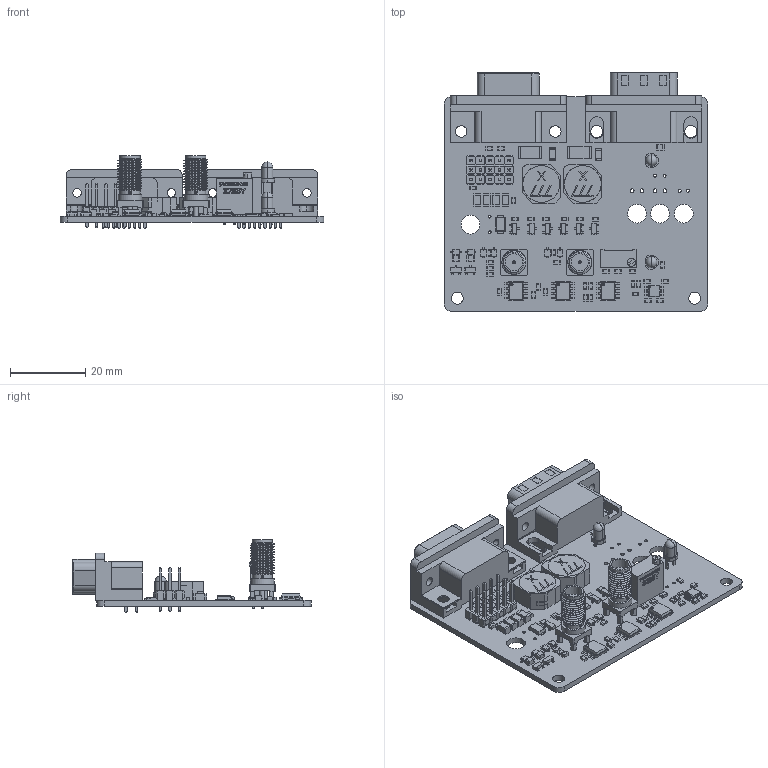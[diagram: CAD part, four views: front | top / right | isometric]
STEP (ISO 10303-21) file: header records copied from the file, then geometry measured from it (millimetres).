
FILE_DESCRIPTION(('Open CASCADE Model'),'2;1');
FILE_NAME('Open CASCADE Shape Model','2024-04-02T13:17:43',('Author'),( 'Open CASCADE'),'Open CASCADE STEP processor 7.5','Open CASCADE 7.5' ,'Unknown');
FILE_SCHEMA(('AUTOMOTIVE_DESIGN { 1 0 10303 214 1 1 1 1 }'));
Length unit declared in the file: millimetre
Products named in the file (137): PCB; Board; Open CASCADE STEP translator 7.5 1.1.1; R32; 6271439680; Extruded; 6271439840; D11; CircuitWorks-LED DIP 3MM; C15; 6269994320; 6269994560; C14; D1; 6260245760; Body; Open CASCADE STEP translator 6.8 3.1.1; lead; J2; 182-009-113; U4; 6046053568; Open CASCADE STEP translator 7.5 12.1; Open CASCADE STEP translator 7.5 12.2.1; Leader; U3; User Library-SOIC-8-1; U2; U1; T6; User Library-SOT95P240X100-3-ONSEMI_SOT-23; T5; T4; T3; T2; T1; R31; 6184661536; 6184661696; R30 ...
Assembly tree (281 placements, depth 5):
  PCB
    Board
      Open CASCADE STEP translator 7.5 1.1.1
    R32
      6271439680  x2
        Extruded
      6271439840
        Extruded
    D11
      CircuitWorks-LED DIP 3MM
    C15
      6269994320
        Extruded
      6269994560  x2
        Extruded
    C14
      6269994320
        Extruded
      6269994560  x2
        Extruded
    D1
      6260245760
        Body
          Open CASCADE STEP translator 6.8 3.1.1
        lead  x2
    J2
      182-009-113
    U4
      6046053568
        Open CASCADE STEP translator 7.5 12.1
        Body
          Open CASCADE STEP translator 7.5 12.2.1
        Leader  x8
    U3
      User Library-SOIC-8-1
    U2
      User Library-SOIC-8-1
    U1
      User Library-SOIC-8-1
    T6
      User Library-SOT95P240X100-3-ONSEMI_SOT-23
    T5
      User Library-SOT95P240X100-3-ONSEMI_SOT-23
    T4
      User Library-SOT95P240X100-3-ONSEMI_SOT-23
    T3
      User Library-SOT95P240X100-3-ONSEMI_SOT-23
    T2
      User Library-SOT95P240X100-3-ONSEMI_SOT-23
    T1
      User Library-SOT95P240X100-3-ONSEMI_SOT-23
    R31
      6184661536  x2
        Extruded
      6184661696
        Extruded
    R30
      6184661696
        Extruded
      6184661536  x2
Bounding box: 70 x 63.32 x 19.36 mm (x, y, z)
Volume: 15335 mm3; surface area: 19930.7 mm2
Topology: 241 solids, 242 shells, 4104 faces, 9897 edges, 6386 vertices
Faces by surface type: plane 3254, cylinder 591, bspline 200, sphere 36, cone 14, torus 9
Full cylindrical faces by diameter (mm): 0.09 x6, 0.388 x1, 0.576 x2, 0.7 x2, 0.762 x3, 0.776 x4, 0.8 x8, 1 x19, 1.09 x18, 1.3 x2, 1.4 x2, 1.6 x8, 3.2 x6, 4.572 x4, 5 x4, 5.385 x4, 5.586 x22, 6.3 x2, 6.35 x20
Entity records: 65885 total; most frequent: CARTESIAN_POINT 19524, ORIENTED_EDGE 8623, DIRECTION 8159, EDGE_CURVE 4312, LINE 3271, VECTOR 3271, VERTEX_POINT 2777, AXIS2_PLACEMENT_3D 2444
